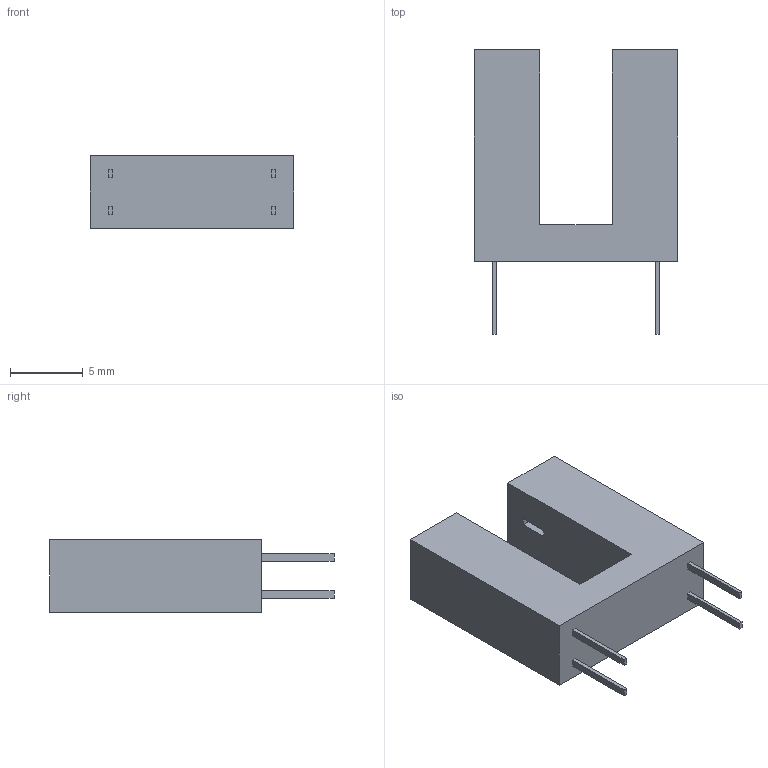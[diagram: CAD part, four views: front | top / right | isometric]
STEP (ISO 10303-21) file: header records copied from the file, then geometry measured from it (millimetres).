
FILE_DESCRIPTION (( 'STEP AP214' ), '1' );
FILE_NAME ('EEDEFAU0208105657169.step', '2006-02-08T15:56:57', ( 'SysAdmin' ), ( 'SolidWorks' ), 'SwSTEP 2.0', 'SolidWorks 2006032', '' );
FILE_SCHEMA (( 'AUTOMOTIVE_DESIGN' ));
Length unit declared in the file: millimetre
Products named in the file (1): EEDEFAU0208105657169
Bounding box: 14 x 19.5 x 5 mm (x, y, z)
Volume: 715.5 mm3; surface area: 731 mm2
Topology: 1 solids, 1 shells, 40 faces, 96 edges, 64 vertices
Faces by surface type: plane 40
Entity records: 1383 total; most frequent: CARTESIAN_POINT 201, ORIENTED_EDGE 192, DIRECTION 178, EDGE_CURVE 96, VECTOR 96, LINE 96, VERTEX_POINT 64, EDGE_LOOP 46
